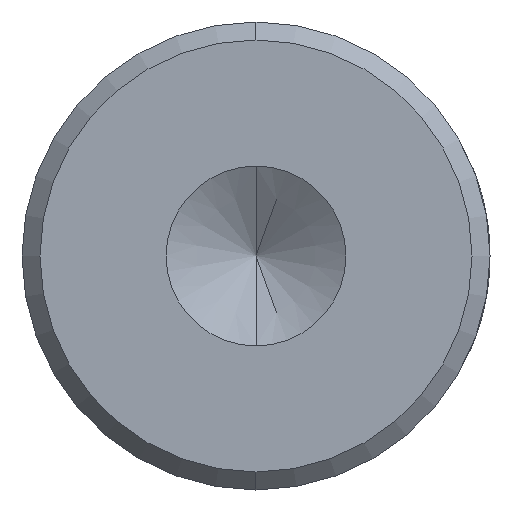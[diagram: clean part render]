
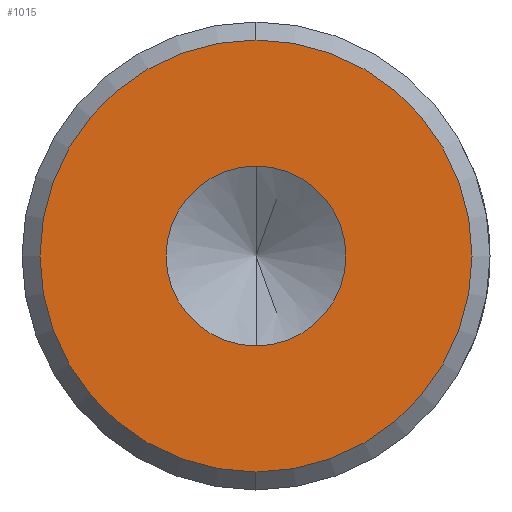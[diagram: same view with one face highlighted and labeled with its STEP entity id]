
A CAD part, left-side view. The second image highlights one B-rep face of the part: STEP entity #1015.
In plain terms, the highlighted planar face has unit normal (-1, 0, 0).
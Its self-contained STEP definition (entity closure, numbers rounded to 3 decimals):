
#38 = ORIENTED_EDGE ( 'NONE', *, *, #547, .T. ) ;
#48 = VERTEX_POINT ( 'NONE', #369 ) ;
#51 = AXIS2_PLACEMENT_3D ( 'NONE', #949, #161, #1147 ) ;
#58 = VERTEX_POINT ( 'NONE', #967 ) ;
#65 = DIRECTION ( 'NONE',  ( -1., 0., 0. ) ) ;
#112 = CIRCLE ( 'NONE', #215, 2.5 ) ;
#135 = FACE_BOUND ( 'NONE', #469, .T. ) ;
#157 = VERTEX_POINT ( 'NONE', #554 ) ;
#161 = DIRECTION ( 'NONE',  ( -1., 0., 0. ) ) ;
#164 = CIRCLE ( 'NONE', #1087, 6.001 ) ;
#184 = EDGE_CURVE ( 'NONE', #48, #58, #164, .T. ) ;
#197 = DIRECTION ( 'NONE',  ( -1., 0., 0. ) ) ;
#215 = AXIS2_PLACEMENT_3D ( 'NONE', #791, #197, #884 ) ;
#237 = EDGE_CURVE ( 'NONE', #424, #157, #112, .T. ) ;
#317 = ORIENTED_EDGE ( 'NONE', *, *, #563, .F. ) ;
#369 = CARTESIAN_POINT ( 'NONE',  ( 0., 0., 6.001 ) ) ;
#376 = DIRECTION ( 'NONE',  ( -1., 0., 0. ) ) ;
#382 = DIRECTION ( 'NONE',  ( -1., 0., 0. ) ) ;
#411 = ORIENTED_EDGE ( 'NONE', *, *, #184, .T. ) ;
#424 = VERTEX_POINT ( 'NONE', #649 ) ;
#469 = EDGE_LOOP ( 'NONE', ( #317, #510 ) ) ;
#510 = ORIENTED_EDGE ( 'NONE', *, *, #237, .F. ) ;
#523 = AXIS2_PLACEMENT_3D ( 'NONE', #968, #382, #1064 ) ;
#547 = EDGE_CURVE ( 'NONE', #58, #48, #615, .T. ) ;
#554 = CARTESIAN_POINT ( 'NONE',  ( 0., 0., 2.5 ) ) ;
#563 = EDGE_CURVE ( 'NONE', #157, #424, #859, .T. ) ;
#615 = CIRCLE ( 'NONE', #656, 6.001 ) ;
#649 = CARTESIAN_POINT ( 'NONE',  ( 0., 0., -2.5 ) ) ;
#656 = AXIS2_PLACEMENT_3D ( 'NONE', #687, #65, #782 ) ;
#687 = CARTESIAN_POINT ( 'NONE',  ( 0., 0., 0. ) ) ;
#782 = DIRECTION ( 'NONE',  ( 0., 0., 1. ) ) ;
#791 = CARTESIAN_POINT ( 'NONE',  ( 0., 0., 0. ) ) ;
#859 = CIRCLE ( 'NONE', #523, 2.5 ) ;
#884 = DIRECTION ( 'NONE',  ( 0., 0., 1. ) ) ;
#925 = FACE_OUTER_BOUND ( 'NONE', #1197, .T. ) ;
#949 = CARTESIAN_POINT ( 'NONE',  ( 0., 0., 0. ) ) ;
#960 = CARTESIAN_POINT ( 'NONE',  ( 0., 0., 0. ) ) ;
#967 = CARTESIAN_POINT ( 'NONE',  ( 0., 0., -6.001 ) ) ;
#968 = CARTESIAN_POINT ( 'NONE',  ( 0., 0., 0. ) ) ;
#1015 = ADVANCED_FACE ( 'NONE', ( #925, #135 ), #1047, .T. ) ;
#1047 = PLANE ( 'NONE',  #51 ) ;
#1055 = DIRECTION ( 'NONE',  ( 0., 0., 1. ) ) ;
#1064 = DIRECTION ( 'NONE',  ( 0., 0., 1. ) ) ;
#1087 = AXIS2_PLACEMENT_3D ( 'NONE', #960, #376, #1055 ) ;
#1147 = DIRECTION ( 'NONE',  ( 0., 0., 1. ) ) ;
#1197 = EDGE_LOOP ( 'NONE', ( #38, #411 ) ) ;
